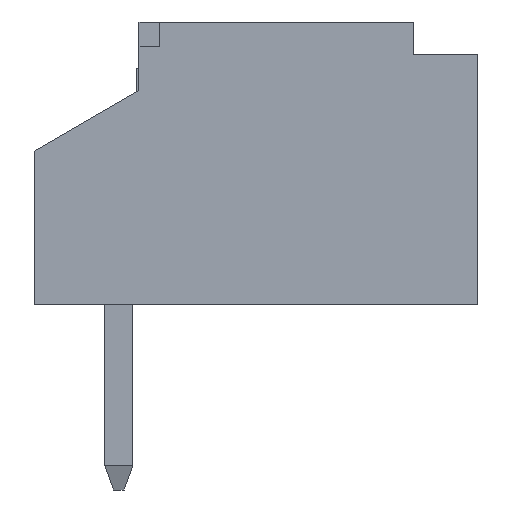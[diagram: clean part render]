
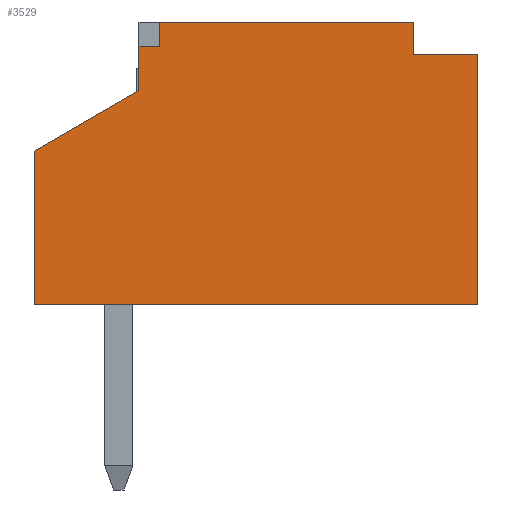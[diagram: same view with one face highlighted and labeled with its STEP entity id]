
A CAD part, left-side view. The second image highlights one B-rep face of the part: STEP entity #3529.
In plain terms, the highlighted planar face has unit normal (-1, 0, 0).
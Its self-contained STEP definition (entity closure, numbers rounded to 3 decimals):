
#4 = VECTOR ( 'NONE', #5605, 1000. ) ;
#110 = LINE ( 'NONE', #649, #6166 ) ;
#167 = LINE ( 'NONE', #5338, #6083 ) ;
#168 = ORIENTED_EDGE ( 'NONE', *, *, #6286, .T. ) ;
#210 = CARTESIAN_POINT ( 'NONE',  ( -2.75, -0.25, 3.2 ) ) ;
#247 = LINE ( 'NONE', #2005, #7206 ) ;
#302 = VERTEX_POINT ( 'NONE', #4956 ) ;
#502 = VECTOR ( 'NONE', #2786, 1000. ) ;
#570 = CARTESIAN_POINT ( 'NONE',  ( -2.75, 0., 0. ) ) ;
#649 = CARTESIAN_POINT ( 'NONE',  ( -2.75, -4.2, 3.1 ) ) ;
#688 = ORIENTED_EDGE ( 'NONE', *, *, #1466, .T. ) ;
#700 = VECTOR ( 'NONE', #2585, 1000. ) ;
#849 = DIRECTION ( 'NONE',  ( 0., 0., -1. ) ) ;
#909 = DIRECTION ( 'NONE',  ( -1., 0., 0. ) ) ;
#1314 = VERTEX_POINT ( 'NONE', #2903 ) ;
#1380 = VERTEX_POINT ( 'NONE', #210 ) ;
#1431 = VECTOR ( 'NONE', #6397, 1000. ) ;
#1466 = EDGE_CURVE ( 'NONE', #4104, #302, #5527, .T. ) ;
#1952 = DIRECTION ( 'NONE',  ( 0., 0., 1. ) ) ;
#2005 = CARTESIAN_POINT ( 'NONE',  ( -2.75, -3.4, 3.5 ) ) ;
#2138 = DIRECTION ( 'NONE',  ( 0., 0., 1. ) ) ;
#2270 = EDGE_CURVE ( 'NONE', #6440, #4816, #167, .T. ) ;
#2309 = CARTESIAN_POINT ( 'NONE',  ( -2.75, 0., 3.2 ) ) ;
#2466 = CARTESIAN_POINT ( 'NONE',  ( -2.75, -2.132, 3.882 ) ) ;
#2578 = EDGE_LOOP ( 'NONE', ( #168, #6969, #3204, #3221, #5988, #4300, #6749, #688, #4259, #4242 ) ) ;
#2585 = DIRECTION ( 'NONE',  ( 0., 0.866, -0.5 ) ) ;
#2786 = DIRECTION ( 'NONE',  ( 0., 0., 1. ) ) ;
#2790 = CARTESIAN_POINT ( 'NONE',  ( -2.75, -3.4, 3.1 ) ) ;
#2799 = VERTEX_POINT ( 'NONE', #6276 ) ;
#2801 = EDGE_CURVE ( 'NONE', #1314, #6440, #7311, .T. ) ;
#2903 = CARTESIAN_POINT ( 'NONE',  ( -2.75, 1.3, 0. ) ) ;
#3204 = ORIENTED_EDGE ( 'NONE', *, *, #5265, .T. ) ;
#3221 = ORIENTED_EDGE ( 'NONE', *, *, #3858, .T. ) ;
#3318 = VERTEX_POINT ( 'NONE', #2309 ) ;
#3529 = ADVANCED_FACE ( 'NONE', ( #4787 ), #5919, .T. ) ;
#3563 = DIRECTION ( 'NONE',  ( 0., 0., 1. ) ) ;
#3647 = CARTESIAN_POINT ( 'NONE',  ( -2.75, -0.25, 3.2 ) ) ;
#3669 = LINE ( 'NONE', #4736, #4757 ) ;
#3688 = LINE ( 'NONE', #3647, #1431 ) ;
#3803 = CARTESIAN_POINT ( 'NONE',  ( -2.75, 0., 2.651 ) ) ;
#3858 = EDGE_CURVE ( 'NONE', #2799, #1314, #6578, .T. ) ;
#3873 = EDGE_CURVE ( 'NONE', #302, #4268, #247, .T. ) ;
#3910 = CARTESIAN_POINT ( 'NONE',  ( -2.75, 0., 0.3 ) ) ;
#3942 = DIRECTION ( 'NONE',  ( 0., 1., 0. ) ) ;
#4104 = VERTEX_POINT ( 'NONE', #2790 ) ;
#4133 = VERTEX_POINT ( 'NONE', #3803 ) ;
#4175 = AXIS2_PLACEMENT_3D ( 'NONE', #6997, #909, #1952 ) ;
#4208 = EDGE_CURVE ( 'NONE', #4816, #4104, #110, .T. ) ;
#4242 = ORIENTED_EDGE ( 'NONE', *, *, #4342, .F. ) ;
#4259 = ORIENTED_EDGE ( 'NONE', *, *, #3873, .T. ) ;
#4268 = VERTEX_POINT ( 'NONE', #5768 ) ;
#4300 = ORIENTED_EDGE ( 'NONE', *, *, #2270, .T. ) ;
#4342 = EDGE_CURVE ( 'NONE', #1380, #4268, #3669, .T. ) ;
#4465 = DIRECTION ( 'NONE',  ( 0., -1., 0. ) ) ;
#4518 = EDGE_CURVE ( 'NONE', #4133, #3318, #5640, .T. ) ;
#4736 = CARTESIAN_POINT ( 'NONE',  ( -2.75, -0.25, 0. ) ) ;
#4757 = VECTOR ( 'NONE', #2138, 1000. ) ;
#4787 = FACE_OUTER_BOUND ( 'NONE', #2578, .T. ) ;
#4816 = VERTEX_POINT ( 'NONE', #5961 ) ;
#4900 = DIRECTION ( 'NONE',  ( 0., 1., 0. ) ) ;
#4956 = CARTESIAN_POINT ( 'NONE',  ( -2.75, -3.4, 3.5 ) ) ;
#5265 = EDGE_CURVE ( 'NONE', #4133, #2799, #7028, .T. ) ;
#5338 = CARTESIAN_POINT ( 'NONE',  ( -2.75, -4.2, 0.3 ) ) ;
#5445 = CARTESIAN_POINT ( 'NONE',  ( -2.75, 1.3, 2.7 ) ) ;
#5527 = LINE ( 'NONE', #6168, #502 ) ;
#5605 = DIRECTION ( 'NONE',  ( 0., 0., 1. ) ) ;
#5640 = LINE ( 'NONE', #3910, #4 ) ;
#5768 = CARTESIAN_POINT ( 'NONE',  ( -2.75, -0.25, 3.5 ) ) ;
#5799 = VECTOR ( 'NONE', #4465, 1000. ) ;
#5919 = PLANE ( 'NONE',  #4175 ) ;
#5961 = CARTESIAN_POINT ( 'NONE',  ( -2.75, -4.2, 3.1 ) ) ;
#5988 = ORIENTED_EDGE ( 'NONE', *, *, #2801, .T. ) ;
#6083 = VECTOR ( 'NONE', #3563, 1000. ) ;
#6166 = VECTOR ( 'NONE', #3942, 1000. ) ;
#6168 = CARTESIAN_POINT ( 'NONE',  ( -2.75, -3.4, 3.1 ) ) ;
#6276 = CARTESIAN_POINT ( 'NONE',  ( -2.75, 1.3, 1.9 ) ) ;
#6286 = EDGE_CURVE ( 'NONE', #1380, #3318, #3688, .T. ) ;
#6397 = DIRECTION ( 'NONE',  ( 0., 1., 0. ) ) ;
#6440 = VERTEX_POINT ( 'NONE', #6609 ) ;
#6578 = LINE ( 'NONE', #5445, #6737 ) ;
#6609 = CARTESIAN_POINT ( 'NONE',  ( -2.75, -4.2, 0. ) ) ;
#6737 = VECTOR ( 'NONE', #849, 1000. ) ;
#6749 = ORIENTED_EDGE ( 'NONE', *, *, #4208, .T. ) ;
#6969 = ORIENTED_EDGE ( 'NONE', *, *, #4518, .F. ) ;
#6997 = CARTESIAN_POINT ( 'NONE',  ( -2.75, -4.2, 0.3 ) ) ;
#7028 = LINE ( 'NONE', #2466, #700 ) ;
#7206 = VECTOR ( 'NONE', #4900, 1000. ) ;
#7311 = LINE ( 'NONE', #570, #5799 ) ;
